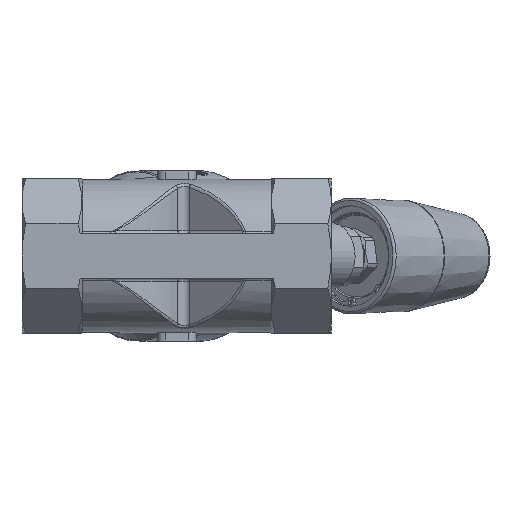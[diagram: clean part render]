
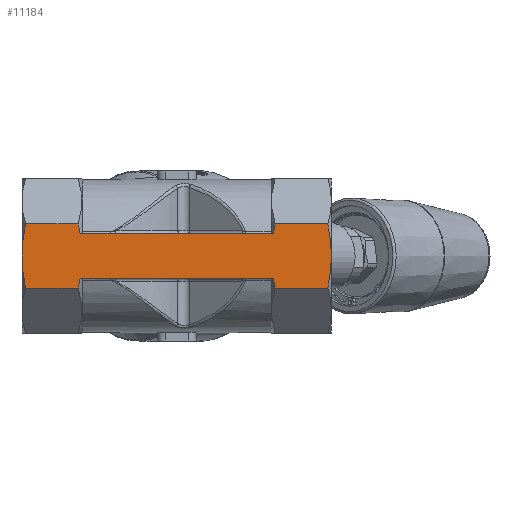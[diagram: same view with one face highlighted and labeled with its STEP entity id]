
A CAD part, front view. The second image highlights one B-rep face of the part: STEP entity #11184.
In plain terms, the highlighted planar face has unit normal (0, -1, 0).
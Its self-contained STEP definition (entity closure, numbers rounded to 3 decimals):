
#73=(
BOUNDED_CURVE()
B_SPLINE_CURVE(2,(#17484,#17485,#17486),.UNSPECIFIED.,.F.,.F.)
B_SPLINE_CURVE_WITH_KNOTS((3,3),(2.757,3.496),
 .UNSPECIFIED.)
CURVE()
GEOMETRIC_REPRESENTATION_ITEM()
RATIONAL_B_SPLINE_CURVE((1.166,1.18,1.19))
REPRESENTATION_ITEM('')
);
#81=(
BOUNDED_CURVE()
B_SPLINE_CURVE(2,(#18155,#18156,#18157),.UNSPECIFIED.,.F.,.F.)
B_SPLINE_CURVE_WITH_KNOTS((3,3),(8.04,8.825),
 .UNSPECIFIED.)
CURVE()
GEOMETRIC_REPRESENTATION_ITEM()
RATIONAL_B_SPLINE_CURVE((1.254,1.244,1.229))
REPRESENTATION_ITEM('')
);
#83=(
BOUNDED_CURVE()
B_SPLINE_CURVE(2,(#18271,#18272,#18273),.UNSPECIFIED.,.F.,.F.)
B_SPLINE_CURVE_WITH_KNOTS((3,3),(3.554,4.338),
 .UNSPECIFIED.)
CURVE()
GEOMETRIC_REPRESENTATION_ITEM()
RATIONAL_B_SPLINE_CURVE((1.229,1.244,1.254))
REPRESENTATION_ITEM('')
);
#92=(
BOUNDED_CURVE()
B_SPLINE_CURVE(2,(#18568,#18569,#18570),.UNSPECIFIED.,.F.,.F.)
B_SPLINE_CURVE_WITH_KNOTS((3,3),(6.986,7.725),
 .UNSPECIFIED.)
CURVE()
GEOMETRIC_REPRESENTATION_ITEM()
RATIONAL_B_SPLINE_CURVE((1.19,1.18,1.166))
REPRESENTATION_ITEM('')
);
#104=(
BOUNDED_CURVE()
B_SPLINE_CURVE(2,(#23089,#23090,#23091),.UNSPECIFIED.,.F.,.F.)
B_SPLINE_CURVE_WITH_KNOTS((3,3),(2.256,4.557),
 .UNSPECIFIED.)
CURVE()
GEOMETRIC_REPRESENTATION_ITEM()
RATIONAL_B_SPLINE_CURVE((1.04,1.041,1.))
REPRESENTATION_ITEM('')
);
#105=(
BOUNDED_CURVE()
B_SPLINE_CURVE(2,(#23094,#23095,#23096),.UNSPECIFIED.,.F.,.F.)
B_SPLINE_CURVE_WITH_KNOTS((3,3),(4.557,6.857),
 .UNSPECIFIED.)
CURVE()
GEOMETRIC_REPRESENTATION_ITEM()
RATIONAL_B_SPLINE_CURVE((1.,1.041,1.04))
REPRESENTATION_ITEM('')
);
#109=(
BOUNDED_CURVE()
B_SPLINE_CURVE(2,(#23114,#23115,#23116),.UNSPECIFIED.,.F.,.F.)
B_SPLINE_CURVE_WITH_KNOTS((3,3),(2.751,5.105),
 .UNSPECIFIED.)
CURVE()
GEOMETRIC_REPRESENTATION_ITEM()
RATIONAL_B_SPLINE_CURVE((1.048,1.045,1.))
REPRESENTATION_ITEM('')
);
#112=(
BOUNDED_CURVE()
B_SPLINE_CURVE(2,(#23128,#23129,#23130),.UNSPECIFIED.,.F.,.F.)
B_SPLINE_CURVE_WITH_KNOTS((3,3),(5.105,7.459),
 .UNSPECIFIED.)
CURVE()
GEOMETRIC_REPRESENTATION_ITEM()
RATIONAL_B_SPLINE_CURVE((1.,1.045,1.048))
REPRESENTATION_ITEM('')
);
#1988=FACE_OUTER_BOUND('',#2675,.T.);
#2675=EDGE_LOOP('',(#9305,#9306,#9307,#9308,#9309,#9310,#9311,#9312,#9313,
#9314,#9315,#9316,#9317,#9318));
#3083=LINE('',#18137,#3746);
#3088=LINE('',#18294,#3751);
#3420=LINE('',#23190,#4083);
#3421=LINE('',#23192,#4084);
#3422=LINE('',#23193,#4085);
#3423=LINE('',#23194,#4086);
#3746=VECTOR('',#13145,10.);
#3751=VECTOR('',#13186,10.);
#4083=VECTOR('',#14236,10.);
#4084=VECTOR('',#14239,10.);
#4085=VECTOR('',#14240,10.);
#4086=VECTOR('',#14241,10.);
#4558=VERTEX_POINT('',#17479);
#4559=VERTEX_POINT('',#17483);
#4598=VERTEX_POINT('',#18133);
#4602=VERTEX_POINT('',#18151);
#4615=VERTEX_POINT('',#18266);
#4616=VERTEX_POINT('',#18270);
#4620=VERTEX_POINT('',#18290);
#4627=VERTEX_POINT('',#18564);
#4995=VERTEX_POINT('',#23083);
#4996=VERTEX_POINT('',#23087);
#4997=VERTEX_POINT('',#23093);
#5000=VERTEX_POINT('',#23112);
#5001=VERTEX_POINT('',#23113);
#5003=VERTEX_POINT('',#23123);
#5735=EDGE_CURVE('',#4559,#4558,#73,.T.);
#5799=EDGE_CURVE('',#4558,#4598,#3083,.T.);
#5804=EDGE_CURVE('',#4598,#4602,#81,.T.);
#5826=EDGE_CURVE('',#4616,#4615,#83,.T.);
#5832=EDGE_CURVE('',#4615,#4620,#3088,.T.);
#5850=EDGE_CURVE('',#4620,#4627,#92,.T.);
#6498=EDGE_CURVE('',#4995,#4996,#104,.T.);
#6499=EDGE_CURVE('',#4996,#4997,#105,.T.);
#6505=EDGE_CURVE('',#5000,#5001,#109,.T.);
#6509=EDGE_CURVE('',#5001,#5003,#112,.T.);
#6531=EDGE_CURVE('',#4997,#4616,#3420,.T.);
#6532=EDGE_CURVE('',#4995,#4602,#3421,.T.);
#6533=EDGE_CURVE('',#5000,#4627,#3422,.T.);
#6534=EDGE_CURVE('',#5003,#4559,#3423,.T.);
#9305=ORIENTED_EDGE('',*,*,#5804,.T.);
#9306=ORIENTED_EDGE('',*,*,#6532,.F.);
#9307=ORIENTED_EDGE('',*,*,#6498,.T.);
#9308=ORIENTED_EDGE('',*,*,#6499,.T.);
#9309=ORIENTED_EDGE('',*,*,#6531,.T.);
#9310=ORIENTED_EDGE('',*,*,#5826,.T.);
#9311=ORIENTED_EDGE('',*,*,#5832,.T.);
#9312=ORIENTED_EDGE('',*,*,#5850,.T.);
#9313=ORIENTED_EDGE('',*,*,#6533,.F.);
#9314=ORIENTED_EDGE('',*,*,#6505,.T.);
#9315=ORIENTED_EDGE('',*,*,#6509,.T.);
#9316=ORIENTED_EDGE('',*,*,#6534,.T.);
#9317=ORIENTED_EDGE('',*,*,#5735,.T.);
#9318=ORIENTED_EDGE('',*,*,#5799,.T.);
#10665=PLANE('',#12121);
#11184=ADVANCED_FACE('',(#1988),#10665,.T.);
#12121=AXIS2_PLACEMENT_3D('',#23191,#14237,#14238);
#13145=DIRECTION('',(1.,0.,0.));
#13186=DIRECTION('',(-1.,0.,0.));
#14236=DIRECTION('',(-1.,0.,0.));
#14237=DIRECTION('center_axis',(0.,-1.,0.));
#14238=DIRECTION('ref_axis',(0.,0.,-1.));
#14239=DIRECTION('',(-1.,0.,0.));
#14240=DIRECTION('',(1.,0.,0.));
#14241=DIRECTION('',(1.,0.,0.));
#17479=CARTESIAN_POINT('',(-62.438,-50.,-14.25));
#17483=CARTESIAN_POINT('',(-63.667,-50.,-20.711));
#17484=CARTESIAN_POINT('Ctrl Pts',(-63.667,-50.,-20.711));
#17485=CARTESIAN_POINT('Ctrl Pts',(-62.939,-50.,-17.416));
#17486=CARTESIAN_POINT('Ctrl Pts',(-62.438,-50.,-14.25));
#18133=CARTESIAN_POINT('',(62.438,-50.,-14.25));
#18137=CARTESIAN_POINT('',(-73.378,-50.,-14.25));
#18151=CARTESIAN_POINT('',(63.667,-50.,-20.711));
#18155=CARTESIAN_POINT('Ctrl Pts',(62.438,-50.,-14.25));
#18156=CARTESIAN_POINT('Ctrl Pts',(62.939,-50.,-17.416));
#18157=CARTESIAN_POINT('Ctrl Pts',(63.667,-50.,-20.711));
#18266=CARTESIAN_POINT('',(62.438,-50.,14.25));
#18270=CARTESIAN_POINT('',(63.667,-50.,20.711));
#18271=CARTESIAN_POINT('Ctrl Pts',(63.667,-50.,20.711));
#18272=CARTESIAN_POINT('Ctrl Pts',(62.939,-50.,17.416));
#18273=CARTESIAN_POINT('Ctrl Pts',(62.438,-50.,14.25));
#18290=CARTESIAN_POINT('',(-62.438,-50.,14.25));
#18294=CARTESIAN_POINT('',(-73.378,-50.,14.25));
#18564=CARTESIAN_POINT('',(-63.667,-50.,20.711));
#18568=CARTESIAN_POINT('Ctrl Pts',(-62.438,-50.,14.25));
#18569=CARTESIAN_POINT('Ctrl Pts',(-62.939,-50.,17.416));
#18570=CARTESIAN_POINT('Ctrl Pts',(-63.667,-50.,20.711));
#23083=CARTESIAN_POINT('',(97.622,-50.,-20.711));
#23087=CARTESIAN_POINT('',(100.,-50.,0.));
#23089=CARTESIAN_POINT('Ctrl Pts',(97.622,-50.,-20.711));
#23090=CARTESIAN_POINT('Ctrl Pts',(100.,-50.,-9.946));
#23091=CARTESIAN_POINT('Ctrl Pts',(100.,-50.,0.));
#23093=CARTESIAN_POINT('',(97.622,-50.,20.711));
#23094=CARTESIAN_POINT('Ctrl Pts',(100.,-50.,0.));
#23095=CARTESIAN_POINT('Ctrl Pts',(100.,-50.,9.946));
#23096=CARTESIAN_POINT('Ctrl Pts',(97.622,-50.,20.711));
#23112=CARTESIAN_POINT('',(-97.622,-50.,20.711));
#23113=CARTESIAN_POINT('',(-100.,-50.,0.));
#23114=CARTESIAN_POINT('Ctrl Pts',(-97.622,-50.,20.711));
#23115=CARTESIAN_POINT('Ctrl Pts',(-100.,-50.,9.946));
#23116=CARTESIAN_POINT('Ctrl Pts',(-100.,-50.,0.));
#23123=CARTESIAN_POINT('',(-97.622,-50.,-20.711));
#23128=CARTESIAN_POINT('Ctrl Pts',(-100.,-50.,0.));
#23129=CARTESIAN_POINT('Ctrl Pts',(-100.,-50.,-9.946));
#23130=CARTESIAN_POINT('Ctrl Pts',(-97.622,-50.,-20.711));
#23190=CARTESIAN_POINT('',(100.,-50.,20.711));
#23191=CARTESIAN_POINT('Origin',(100.,-50.,20.711));
#23192=CARTESIAN_POINT('',(100.,-50.,-20.711));
#23193=CARTESIAN_POINT('',(-100.,-50.,20.711));
#23194=CARTESIAN_POINT('',(-100.,-50.,-20.711));
